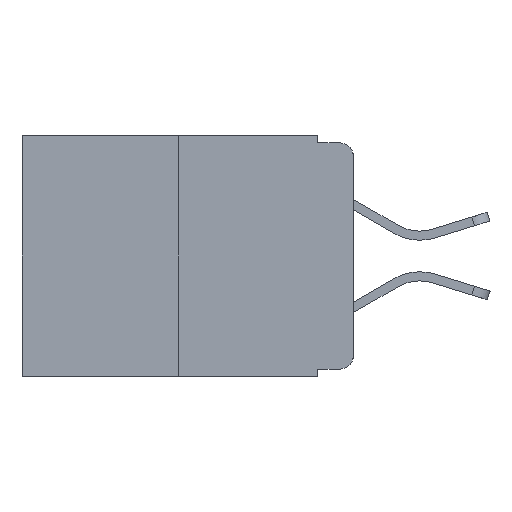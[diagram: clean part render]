
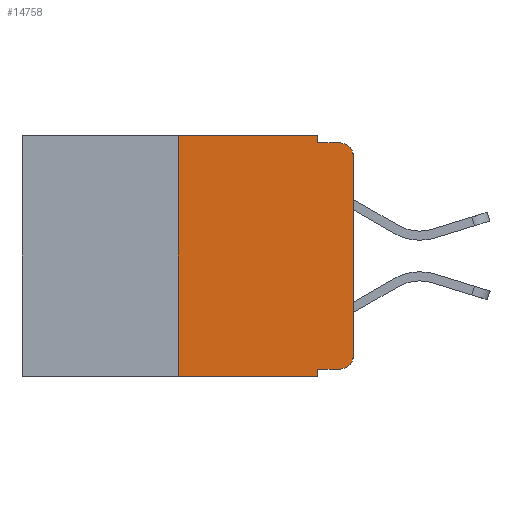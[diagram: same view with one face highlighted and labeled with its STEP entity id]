
A CAD part, left-side view. The second image highlights one B-rep face of the part: STEP entity #14758.
In plain terms, the highlighted planar face has unit normal (-1, 0, 0).
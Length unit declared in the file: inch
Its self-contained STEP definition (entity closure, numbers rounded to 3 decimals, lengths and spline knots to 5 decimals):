
#101 = CARTESIAN_POINT ( 'NONE',  ( 0., 0.02, -0.03 ) ) ;
#113 = CARTESIAN_POINT ( 'NONE',  ( 0., 0.473, 0. ) ) ;
#221 = CARTESIAN_POINT ( 'NONE',  ( 0., 0.25, -0.343 ) ) ;
#254 = EDGE_CURVE ( 'NONE', #2620, #938, #12694, .T. ) ;
#495 = VERTEX_POINT ( 'NONE', #3816 ) ;
#938 = VERTEX_POINT ( 'NONE', #12029 ) ;
#1024 = ORIENTED_EDGE ( 'NONE', *, *, #10133, .T. ) ;
#1247 = AXIS2_PLACEMENT_3D ( 'NONE', #11054, #12488, #1342 ) ;
#1273 = CARTESIAN_POINT ( 'NONE',  ( 0., 0., -0.03 ) ) ;
#1277 = ORIENTED_EDGE ( 'NONE', *, *, #16772, .F. ) ;
#1342 = DIRECTION ( 'NONE',  ( 0., 0., -1. ) ) ;
#1534 = EDGE_CURVE ( 'NONE', #7102, #12226, #16551, .T. ) ;
#1920 = VECTOR ( 'NONE', #13940, 39.37008 ) ;
#2135 = DIRECTION ( 'NONE',  ( 0., 0., -1. ) ) ;
#2620 = VERTEX_POINT ( 'NONE', #14331 ) ;
#2725 = VECTOR ( 'NONE', #3857, 39.37008 ) ;
#3208 = VERTEX_POINT ( 'NONE', #6152 ) ;
#3362 = LINE ( 'NONE', #7816, #6463 ) ;
#3816 = CARTESIAN_POINT ( 'NONE',  ( 0., 0.051, -0.343 ) ) ;
#3857 = DIRECTION ( 'NONE',  ( 0., -1., 0. ) ) ;
#4435 = ORIENTED_EDGE ( 'NONE', *, *, #6349, .T. ) ;
#4608 = VECTOR ( 'NONE', #8062, 39.37008 ) ;
#4626 = ORIENTED_EDGE ( 'NONE', *, *, #1534, .F. ) ;
#4659 = LINE ( 'NONE', #10182, #8058 ) ;
#4844 = EDGE_CURVE ( 'NONE', #3208, #7102, #5870, .T. ) ;
#4969 = LINE ( 'NONE', #14946, #4608 ) ;
#5145 = ORIENTED_EDGE ( 'NONE', *, *, #9161, .F. ) ;
#5289 = ORIENTED_EDGE ( 'NONE', *, *, #254, .T. ) ;
#5484 = EDGE_CURVE ( 'NONE', #2620, #495, #4659, .T. ) ;
#5498 = CARTESIAN_POINT ( 'NONE',  ( 0., 0.051, -0.01 ) ) ;
#5739 = CARTESIAN_POINT ( 'NONE',  ( 0., 0.051, -0.333 ) ) ;
#5870 = LINE ( 'NONE', #17044, #1920 ) ;
#6142 = FACE_OUTER_BOUND ( 'NONE', #16075, .T. ) ;
#6152 = CARTESIAN_POINT ( 'NONE',  ( 0., 0.051, 0. ) ) ;
#6349 = EDGE_CURVE ( 'NONE', #15069, #495, #4969, .T. ) ;
#6449 = DIRECTION ( 'NONE',  ( 0., 0., 1. ) ) ;
#6463 = VECTOR ( 'NONE', #6449, 39.37008 ) ;
#7102 = VERTEX_POINT ( 'NONE', #12897 ) ;
#7255 = DIRECTION ( 'NONE',  ( 0., -1., 0. ) ) ;
#7351 = CARTESIAN_POINT ( 'NONE',  ( 0., 0., -0.313 ) ) ;
#7587 = DIRECTION ( 'NONE',  ( 1., 0., 0. ) ) ;
#7603 = VERTEX_POINT ( 'NONE', #7351 ) ;
#7722 = EDGE_CURVE ( 'NONE', #7603, #17008, #3362, .T. ) ;
#7816 = CARTESIAN_POINT ( 'NONE',  ( 0., 0., 0. ) ) ;
#7940 = AXIS2_PLACEMENT_3D ( 'NONE', #101, #9564, #8195 ) ;
#8058 = VECTOR ( 'NONE', #13268, 39.37008 ) ;
#8062 = DIRECTION ( 'NONE',  ( 0., -1., 0. ) ) ;
#8195 = DIRECTION ( 'NONE',  ( 0., 0., -1. ) ) ;
#8356 = DIRECTION ( 'NONE',  ( 0., 0., 1. ) ) ;
#8384 = LINE ( 'NONE', #113, #12538 ) ;
#8950 = CARTESIAN_POINT ( 'NONE',  ( 0., 0.473, 0. ) ) ;
#9033 = VECTOR ( 'NONE', #7255, 39.37008 ) ;
#9161 = EDGE_CURVE ( 'NONE', #15069, #10332, #10905, .T. ) ;
#9564 = DIRECTION ( 'NONE',  ( -1., 0., 0. ) ) ;
#9738 = EDGE_CURVE ( 'NONE', #938, #7603, #15728, .T. ) ;
#10133 = EDGE_CURVE ( 'NONE', #17008, #12226, #10249, .T. ) ;
#10182 = CARTESIAN_POINT ( 'NONE',  ( 0., 0.051, 0. ) ) ;
#10249 = CIRCLE ( 'NONE', #7940, 0.02 ) ;
#10262 = ORIENTED_EDGE ( 'NONE', *, *, #9738, .T. ) ;
#10332 = VERTEX_POINT ( 'NONE', #17163 ) ;
#10905 = LINE ( 'NONE', #12159, #17541 ) ;
#11054 = CARTESIAN_POINT ( 'NONE',  ( 0., 0.02, -0.313 ) ) ;
#11664 = PLANE ( 'NONE',  #12231 ) ;
#12029 = CARTESIAN_POINT ( 'NONE',  ( 0., 0.02, -0.333 ) ) ;
#12159 = CARTESIAN_POINT ( 'NONE',  ( 0., 0.25, 0. ) ) ;
#12226 = VERTEX_POINT ( 'NONE', #14858 ) ;
#12231 = AXIS2_PLACEMENT_3D ( 'NONE', #8950, #7587, #2135 ) ;
#12280 = ORIENTED_EDGE ( 'NONE', *, *, #5484, .F. ) ;
#12488 = DIRECTION ( 'NONE',  ( -1., 0., 0. ) ) ;
#12538 = VECTOR ( 'NONE', #15448, 39.37008 ) ;
#12694 = LINE ( 'NONE', #5739, #9033 ) ;
#12897 = CARTESIAN_POINT ( 'NONE',  ( 0., 0.051, -0.01 ) ) ;
#13268 = DIRECTION ( 'NONE',  ( 0., 0., -1. ) ) ;
#13940 = DIRECTION ( 'NONE',  ( 0., 0., -1. ) ) ;
#14331 = CARTESIAN_POINT ( 'NONE',  ( 0., 0.051, -0.333 ) ) ;
#14758 = ADVANCED_FACE ( 'NONE', ( #6142 ), #11664, .F. ) ;
#14858 = CARTESIAN_POINT ( 'NONE',  ( 0., 0.02, -0.01 ) ) ;
#14946 = CARTESIAN_POINT ( 'NONE',  ( 0., 0.473, -0.343 ) ) ;
#15069 = VERTEX_POINT ( 'NONE', #221 ) ;
#15361 = ORIENTED_EDGE ( 'NONE', *, *, #4844, .F. ) ;
#15448 = DIRECTION ( 'NONE',  ( 0., -1., 0. ) ) ;
#15728 = CIRCLE ( 'NONE', #1247, 0.02 ) ;
#16075 = EDGE_LOOP ( 'NONE', ( #16104, #1024, #4626, #15361, #1277, #5145, #4435, #12280, #5289, #10262 ) ) ;
#16104 = ORIENTED_EDGE ( 'NONE', *, *, #7722, .T. ) ;
#16551 = LINE ( 'NONE', #5498, #2725 ) ;
#16772 = EDGE_CURVE ( 'NONE', #10332, #3208, #8384, .T. ) ;
#17008 = VERTEX_POINT ( 'NONE', #1273 ) ;
#17044 = CARTESIAN_POINT ( 'NONE',  ( 0., 0.051, 0. ) ) ;
#17163 = CARTESIAN_POINT ( 'NONE',  ( 0., 0.25, 0. ) ) ;
#17541 = VECTOR ( 'NONE', #8356, 39.37008 ) ;
